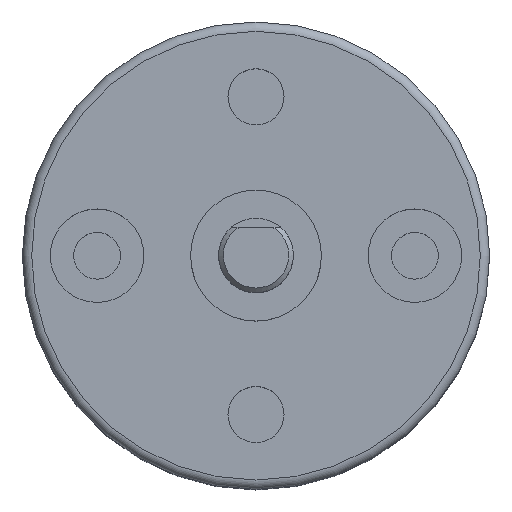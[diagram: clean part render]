
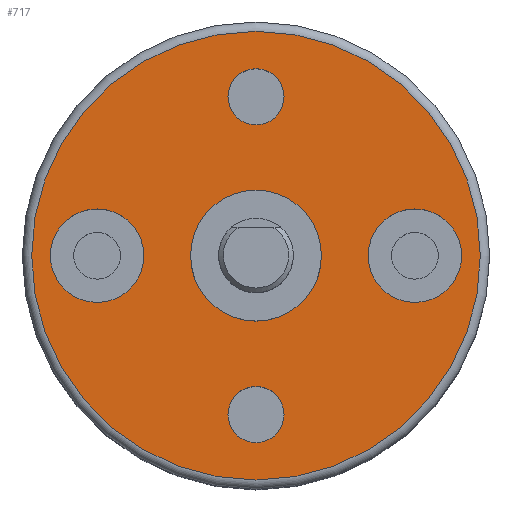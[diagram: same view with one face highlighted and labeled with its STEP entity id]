
A CAD part, top view. The second image highlights one B-rep face of the part: STEP entity #717.
In plain terms, the highlighted planar face has unit normal (0, 0, 1).
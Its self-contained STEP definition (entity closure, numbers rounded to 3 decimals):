
#48=FACE_BOUND('',#159,.T.);
#49=FACE_BOUND('',#160,.T.);
#50=FACE_BOUND('',#161,.T.);
#51=FACE_BOUND('',#162,.T.);
#52=FACE_BOUND('',#163,.T.);
#70=PLANE('',#806);
#105=FACE_OUTER_BOUND('',#158,.T.);
#158=EDGE_LOOP('',(#603));
#159=EDGE_LOOP('',(#604));
#160=EDGE_LOOP('',(#605));
#161=EDGE_LOOP('',(#606));
#162=EDGE_LOOP('',(#607));
#163=EDGE_LOOP('',(#608));
#310=CIRCLE('',#807,12.);
#311=CIRCLE('',#808,2.5);
#312=CIRCLE('',#809,2.5);
#313=CIRCLE('',#810,1.5);
#314=CIRCLE('',#811,1.5);
#315=CIRCLE('',#812,3.5);
#375=VERTEX_POINT('',#1219);
#376=VERTEX_POINT('',#1221);
#377=VERTEX_POINT('',#1223);
#378=VERTEX_POINT('',#1225);
#379=VERTEX_POINT('',#1227);
#380=VERTEX_POINT('',#1229);
#457=EDGE_CURVE('',#375,#375,#310,.T.);
#458=EDGE_CURVE('',#376,#376,#311,.T.);
#459=EDGE_CURVE('',#377,#377,#312,.T.);
#460=EDGE_CURVE('',#378,#378,#313,.T.);
#461=EDGE_CURVE('',#379,#379,#314,.T.);
#462=EDGE_CURVE('',#380,#380,#315,.T.);
#603=ORIENTED_EDGE('',*,*,#457,.T.);
#604=ORIENTED_EDGE('',*,*,#458,.F.);
#605=ORIENTED_EDGE('',*,*,#459,.F.);
#606=ORIENTED_EDGE('',*,*,#460,.F.);
#607=ORIENTED_EDGE('',*,*,#461,.F.);
#608=ORIENTED_EDGE('',*,*,#462,.F.);
#717=ADVANCED_FACE('',(#105,#48,#49,#50,#51,#52),#70,.T.);
#806=AXIS2_PLACEMENT_3D('',#1218,#991,#992);
#807=AXIS2_PLACEMENT_3D('',#1220,#993,#994);
#808=AXIS2_PLACEMENT_3D('',#1222,#995,#996);
#809=AXIS2_PLACEMENT_3D('',#1224,#997,#998);
#810=AXIS2_PLACEMENT_3D('',#1226,#999,#1000);
#811=AXIS2_PLACEMENT_3D('',#1228,#1001,#1002);
#812=AXIS2_PLACEMENT_3D('',#1230,#1003,#1004);
#991=DIRECTION('center_axis',(0.,0.,1.));
#992=DIRECTION('ref_axis',(1.,0.,0.));
#993=DIRECTION('center_axis',(0.,0.,1.));
#994=DIRECTION('ref_axis',(1.,0.,0.));
#995=DIRECTION('center_axis',(0.,0.,1.));
#996=DIRECTION('ref_axis',(1.,0.,0.));
#997=DIRECTION('center_axis',(0.,0.,1.));
#998=DIRECTION('ref_axis',(1.,0.,0.));
#999=DIRECTION('center_axis',(0.,0.,1.));
#1000=DIRECTION('ref_axis',(1.,0.,0.));
#1001=DIRECTION('center_axis',(0.,0.,1.));
#1002=DIRECTION('ref_axis',(1.,0.,0.));
#1003=DIRECTION('center_axis',(0.,0.,1.));
#1004=DIRECTION('ref_axis',(1.,0.,0.));
#1218=CARTESIAN_POINT('Origin',(0.,0.,50.8));
#1219=CARTESIAN_POINT('',(-12.,0.,50.8));
#1220=CARTESIAN_POINT('Origin',(0.,0.,50.8));
#1221=CARTESIAN_POINT('',(6.,0.,50.8));
#1222=CARTESIAN_POINT('Origin',(8.5,0.,50.8));
#1223=CARTESIAN_POINT('',(-11.,0.,50.8));
#1224=CARTESIAN_POINT('Origin',(-8.5,0.,50.8));
#1225=CARTESIAN_POINT('',(-1.5,-8.5,50.8));
#1226=CARTESIAN_POINT('Origin',(0.,-8.5,50.8));
#1227=CARTESIAN_POINT('',(-1.5,8.5,50.8));
#1228=CARTESIAN_POINT('Origin',(0.,8.5,50.8));
#1229=CARTESIAN_POINT('',(3.5,0.,50.8));
#1230=CARTESIAN_POINT('Origin',(0.,0.,50.8));
